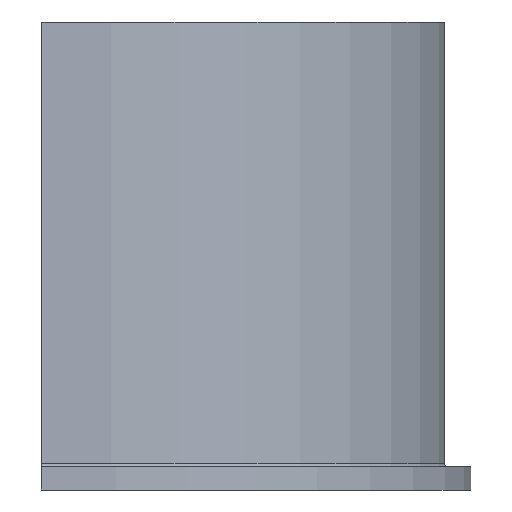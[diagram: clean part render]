
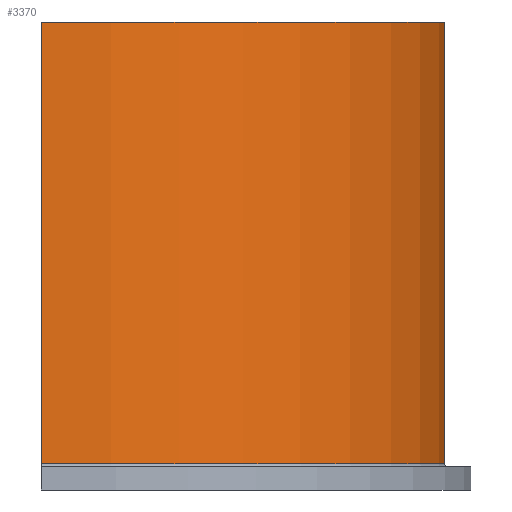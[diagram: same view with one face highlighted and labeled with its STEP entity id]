
A CAD part, front view. The second image highlights one B-rep face of the part: STEP entity #3370.
In plain terms, the highlighted cylindrical face has radius 690 mm (diameter 1380 mm), a partial arc.
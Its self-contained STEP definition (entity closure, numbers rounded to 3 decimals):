
#1180=CARTESIAN_POINT('',(0.,0.,
-756.4));
#1190=DIRECTION('',(0.,0.,1.));
#1200=DIRECTION('',(1.,0.,0.));
#1210=AXIS2_PLACEMENT_3D('',#1180,#1190,#1200);
#1220=CIRCLE('',#1210,690.);
#1230=CARTESIAN_POINT('',(0.,-690.,-756.4));
#1240=VERTEX_POINT('',#1230);
#1250=CARTESIAN_POINT('',(690.,0.,-756.4));
#1260=VERTEX_POINT('',#1250);
#1270=EDGE_CURVE('',#1240,#1260,#1220,.T.);
#1680=CARTESIAN_POINT('',(0.,-690.,-1.4)
);
#1690=VERTEX_POINT('',#1680);
#1850=CARTESIAN_POINT('',(0.,690.,-1.4));
#1860=VERTEX_POINT('',#1850);
#1890=CARTESIAN_POINT('',(0.,0.,
-1.4));
#1900=DIRECTION('',(0.,0.,1.));
#1910=DIRECTION('',(0.,-1.,0.));
#1920=AXIS2_PLACEMENT_3D('',#1890,#1900,#1910);
#1930=CIRCLE('',#1920,690.);
#1940=EDGE_CURVE('',#1690,#1860,#1930,.T.);
#2720=CARTESIAN_POINT('',(0.,690.,-756.4));
#2730=VERTEX_POINT('',#2720);
#2760=CARTESIAN_POINT('',(0.,690.,889.));
#2770=DIRECTION('',(0.,0.,1.));
#2780=VECTOR('',#2770,1.);
#2790=LINE('',#2760,#2780);
#2800=EDGE_CURVE('',#2730,#1860,#2790,.T.);
#2890=CARTESIAN_POINT('',(0.,-690.,889.));
#2900=DIRECTION('',(0.,0.,1.));
#2910=VECTOR('',#2900,1.);
#2920=LINE('',#2890,#2910);
#2930=EDGE_CURVE('',#1240,#1690,#2920,.T.);
#3240=CARTESIAN_POINT('',(0.,0.,
889.));
#3250=DIRECTION('',(0.,0.,1.));
#3260=DIRECTION('',(0.,-1.,0.));
#3270=AXIS2_PLACEMENT_3D('',#3240,#3250,#3260);
#3280=CYLINDRICAL_SURFACE('',#3270,690.);
#3290=ORIENTED_EDGE('',*,*,#2800,.T.);
#3300=EDGE_CURVE('',#1260,#2730,#1220,.T.);
#3310=ORIENTED_EDGE('',*,*,#3300,.T.);
#3320=ORIENTED_EDGE('',*,*,#1270,.T.);
#3330=ORIENTED_EDGE('',*,*,#2930,.F.);
#3340=ORIENTED_EDGE('',*,*,#1940,.F.);
#3350=EDGE_LOOP('',(#3340,#3330,#3320,#3310,#3290));
#3360=FACE_OUTER_BOUND('',#3350,.T.);
#3370=ADVANCED_FACE('',(#3360),#3280,.T.);
